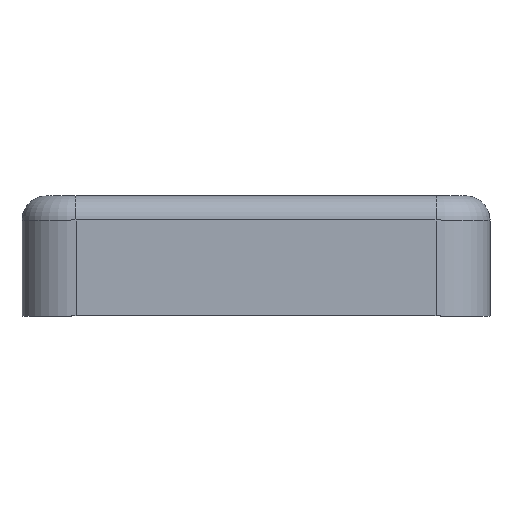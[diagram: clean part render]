
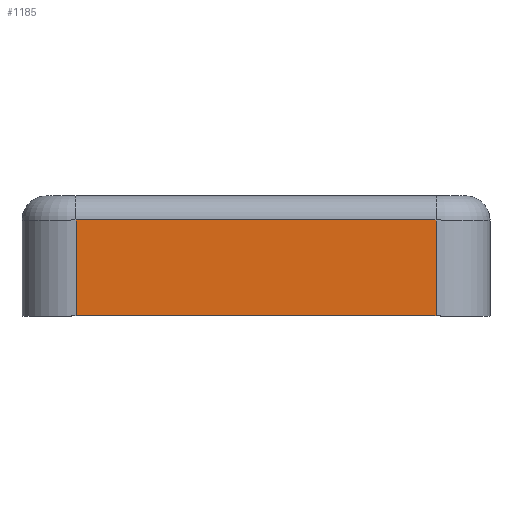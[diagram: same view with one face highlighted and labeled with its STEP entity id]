
A CAD part, left-side view. The second image highlights one B-rep face of the part: STEP entity #1185.
In plain terms, the highlighted face is planar.
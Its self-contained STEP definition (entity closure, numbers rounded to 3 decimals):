
#35=PLANE('',#1331);
#119=LINE('',#2043,#207);
#121=LINE('',#2049,#209);
#122=LINE('',#2051,#210);
#123=LINE('',#2052,#211);
#207=VECTOR('',#1649,1000.);
#209=VECTOR('',#1657,1000.);
#210=VECTOR('',#1658,1000.);
#211=VECTOR('',#1659,1000.);
#409=ORIENTED_EDGE('',*,*,#705,.F.);
#410=ORIENTED_EDGE('',*,*,#706,.F.);
#411=ORIENTED_EDGE('',*,*,#707,.T.);
#412=ORIENTED_EDGE('',*,*,#702,.T.);
#702=EDGE_CURVE('',#846,#845,#119,.T.);
#705=EDGE_CURVE('',#847,#845,#121,.T.);
#706=EDGE_CURVE('',#818,#847,#122,.T.);
#707=EDGE_CURVE('',#818,#846,#123,.T.);
#818=VERTEX_POINT('',#1959);
#845=VERTEX_POINT('',#2042);
#846=VERTEX_POINT('',#2044);
#847=VERTEX_POINT('',#2050);
#989=EDGE_LOOP('',(#409,#410,#411,#412));
#1073=FACE_BOUND('',#989,.T.);
#1185=ADVANCED_FACE('',(#1073),#35,.F.);
#1331=AXIS2_PLACEMENT_3D('',#2048,#1655,#1656);
#1649=DIRECTION('',(0.,-1.,0.));
#1655=DIRECTION('',(0.,0.,1.));
#1656=DIRECTION('',(1.,0.,0.));
#1657=DIRECTION('',(1.,0.,0.));
#1658=DIRECTION('',(0.,-1.,0.));
#1659=DIRECTION('',(1.,0.,0.));
#1959=CARTESIAN_POINT('',(-6.,-0.8,-13.4));
#2042=CARTESIAN_POINT('',(6.,-4.,-13.4));
#2043=CARTESIAN_POINT('',(6.,0.,-13.4));
#2044=CARTESIAN_POINT('',(6.,-0.8,-13.4));
#2048=CARTESIAN_POINT('',(-6.,0.,-13.4));
#2049=CARTESIAN_POINT('',(-6.,-4.,-13.4));
#2050=CARTESIAN_POINT('',(-6.,-4.,-13.4));
#2051=CARTESIAN_POINT('',(-6.,0.,-13.4));
#2052=CARTESIAN_POINT('',(-6.,-0.8,-13.4));
